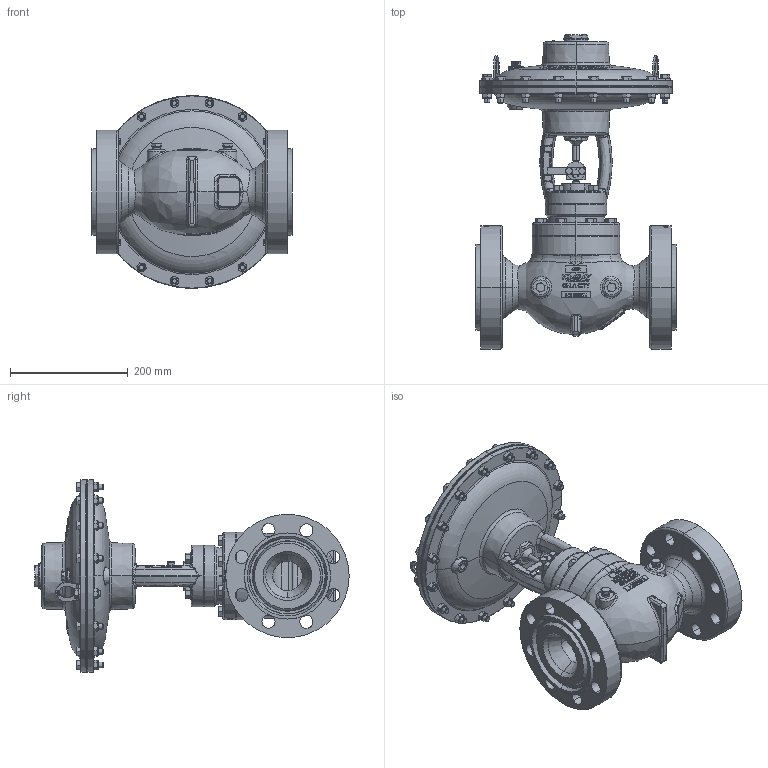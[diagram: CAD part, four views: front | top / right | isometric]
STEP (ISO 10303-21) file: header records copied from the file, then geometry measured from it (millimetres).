
FILE_DESCRIPTION (( 'STEP AP214' ), '1' );
FILE_NAME ('2HPCVPB-3-600RTJ-EFO.STEP', '2023-01-23T15:43:30', ( '' ), ( '' ), 'SwSTEP 2.0', 'SolidWorks 2019', '' );
FILE_SCHEMA (( 'AUTOMOTIVE_DESIGN' ));
Length unit declared in the file: inch
Products named in the file (1): 2HPCVPB-3-600RTJ-EFO
Bounding box: 339.73 x 533.7 x 327.42 mm (x, y, z)
Volume: 10260641.3 mm3; surface area: 828222.3 mm2
Topology: 1 solids, 1 shells, 3706 faces, 9489 edges, 5970 vertices
Faces by surface type: plane 1560, bspline 938, cone 522, cylinder 460, torus 157, sphere 69
Entity records: 374297 total; most frequent: CARTESIAN_POINT 264348, ORIENTED_EDGE 18852, DIRECTION 13341, EDGE_CURVE 9426, VERTEX_POINT 5968, AXIS2_PLACEMENT_3D 5004, EDGE_LOOP 4064, B_SPLINE_CURVE_WITH_KNOTS 3792
